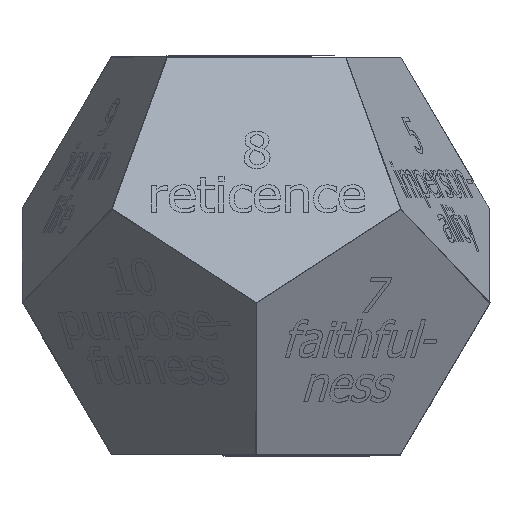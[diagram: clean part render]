
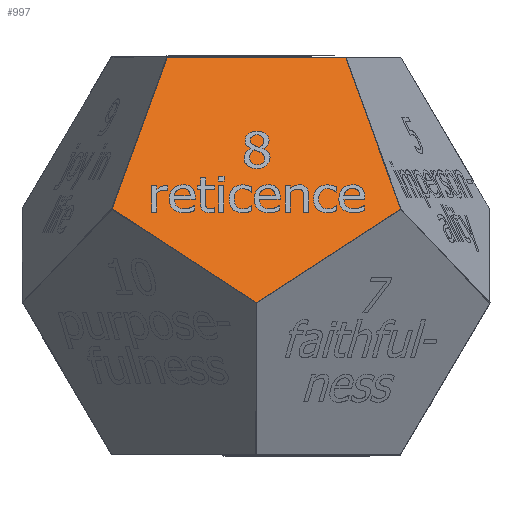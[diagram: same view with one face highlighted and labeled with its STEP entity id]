
A CAD part, left-side view. The second image highlights one B-rep face of the part: STEP entity #997.
In plain terms, the highlighted planar face has unit normal (-0.895, -0.002, 0.447).
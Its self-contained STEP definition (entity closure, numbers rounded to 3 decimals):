
#997=ADVANCED_FACE('',(#1413),#78181,.T.);
#1413=FACE_OUTER_BOUND('',#1869,.T.);
#1869=EDGE_LOOP('',(#11419,#11420,#11421,#11422,#11423));
#11419=ORIENTED_EDGE('',*,*,#30414,.F.);
#11420=ORIENTED_EDGE('',*,*,#30415,.F.);
#11421=ORIENTED_EDGE('',*,*,#30416,.F.);
#11422=ORIENTED_EDGE('',*,*,#30417,.F.);
#11423=ORIENTED_EDGE('',*,*,#30413,.F.);
#30413=EDGE_CURVE('',#68241,#68242,#49347,.T.);
#30414=EDGE_CURVE('',#68243,#68241,#49348,.T.);
#30415=EDGE_CURVE('',#68244,#68243,#49349,.T.);
#30416=EDGE_CURVE('',#68245,#68244,#49350,.T.);
#30417=EDGE_CURVE('',#68242,#68245,#49351,.T.);
#49347=B_SPLINE_CURVE_WITH_KNOTS('',1,(#107064,#107065),.UNSPECIFIED.,.F.,
 .F.,(2,2),(-43.911,0.),.UNSPECIFIED.);
#49348=B_SPLINE_CURVE_WITH_KNOTS('',1,(#107066,#107067),.UNSPECIFIED.,.F.,
 .F.,(2,2),(-43.911,0.),.UNSPECIFIED.);
#49349=B_SPLINE_CURVE_WITH_KNOTS('',1,(#107068,#107069),.UNSPECIFIED.,.F.,
 .F.,(2,2),(-43.911,0.),.UNSPECIFIED.);
#49350=B_SPLINE_CURVE_WITH_KNOTS('',1,(#107070,#107071),.UNSPECIFIED.,.F.,
 .F.,(2,2),(-43.911,0.),.UNSPECIFIED.);
#49351=B_SPLINE_CURVE_WITH_KNOTS('',1,(#107072,#107073),.UNSPECIFIED.,.F.,
 .F.,(2,2),(-43.911,0.),.UNSPECIFIED.);
#68241=VERTEX_POINT('',#107049);
#68242=VERTEX_POINT('',#107050);
#68243=VERTEX_POINT('',#107051);
#68244=VERTEX_POINT('',#107052);
#68245=VERTEX_POINT('',#107053);
#78181=PLANE('',#78685);
#78685=AXIS2_PLACEMENT_3D('',#107038,#79105,$);
#79105=DIRECTION('',(-0.895,-0.002,0.447));
#107038=CARTESIAN_POINT('',(-27.222,-42.77,102.976));
#107049=CARTESIAN_POINT('',(-48.94,-35.608,59.532));
#107050=CARTESIAN_POINT('',(-60.525,-0.074,36.481));
#107051=CARTESIAN_POINT('',(-30.296,-22.052,96.906));
#107052=CARTESIAN_POINT('',(-30.358,21.859,96.954));
#107053=CARTESIAN_POINT('',(-49.041,35.442,59.609));
#107064=CARTESIAN_POINT('',(-48.94,-35.608,59.532));
#107065=CARTESIAN_POINT('',(-60.525,-0.074,36.481));
#107066=CARTESIAN_POINT('',(-30.296,-22.052,96.906));
#107067=CARTESIAN_POINT('',(-48.94,-35.608,59.532));
#107068=CARTESIAN_POINT('',(-30.358,21.859,96.954));
#107069=CARTESIAN_POINT('',(-30.296,-22.052,96.906));
#107070=CARTESIAN_POINT('',(-49.041,35.442,59.609));
#107071=CARTESIAN_POINT('',(-30.358,21.859,96.954));
#107072=CARTESIAN_POINT('',(-60.525,-0.074,36.481));
#107073=CARTESIAN_POINT('',(-49.041,35.442,59.609));
